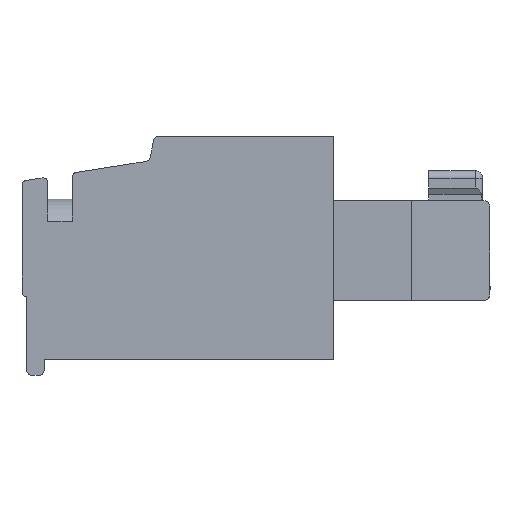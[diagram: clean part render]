
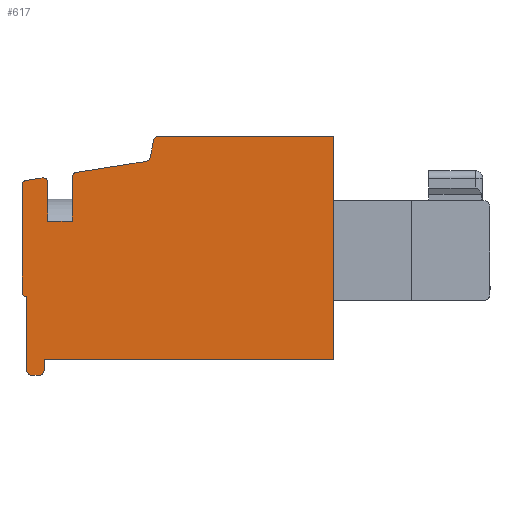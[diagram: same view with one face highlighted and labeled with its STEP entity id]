
A CAD part, left-side view. The second image highlights one B-rep face of the part: STEP entity #617.
In plain terms, the highlighted planar face has unit normal (-1, 0, 0).
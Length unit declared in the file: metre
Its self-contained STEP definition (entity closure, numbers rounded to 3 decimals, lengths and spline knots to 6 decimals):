
#617=ADVANCED_FACE('',(#1489),#1490,.F.);
#1489=FACE_OUTER_BOUND('',#2656,.T.);
#1490=PLANE('',#2657);
#2656=EDGE_LOOP('',(#4429,#4430,#4431,#4432,#4433,#4434,#4435,#4436,#4437,#4438,#4439,#4440,#4441,#4442,#4443,#4444,#4445,#4446,#4447,#4448,#4449));
#2657=AXIS2_PLACEMENT_3D('',#4450,#4451,#4452);
#4429=ORIENTED_EDGE('',*,*,#7248,.T.);
#4430=ORIENTED_EDGE('',*,*,#7249,.T.);
#4431=ORIENTED_EDGE('',*,*,#7250,.T.);
#4432=ORIENTED_EDGE('',*,*,#7251,.T.);
#4433=ORIENTED_EDGE('',*,*,#7252,.T.);
#4434=ORIENTED_EDGE('',*,*,#7253,.T.);
#4435=ORIENTED_EDGE('',*,*,#6821,.T.);
#4436=ORIENTED_EDGE('',*,*,#7254,.T.);
#4437=ORIENTED_EDGE('',*,*,#7255,.T.);
#4438=ORIENTED_EDGE('',*,*,#7256,.T.);
#4439=ORIENTED_EDGE('',*,*,#6798,.T.);
#4440=ORIENTED_EDGE('',*,*,#6981,.T.);
#4441=ORIENTED_EDGE('',*,*,#7257,.T.);
#4442=ORIENTED_EDGE('',*,*,#7258,.T.);
#4443=ORIENTED_EDGE('',*,*,#7259,.T.);
#4444=ORIENTED_EDGE('',*,*,#7260,.T.);
#4445=ORIENTED_EDGE('',*,*,#6720,.T.);
#4446=ORIENTED_EDGE('',*,*,#7215,.T.);
#4447=ORIENTED_EDGE('',*,*,#7026,.T.);
#4448=ORIENTED_EDGE('',*,*,#7261,.T.);
#4449=ORIENTED_EDGE('',*,*,#7164,.T.);
#4450=CARTESIAN_POINT('',(-0.021155,0.007666,-0.000815));
#4451=DIRECTION('',(1.0,0.,0.));
#4452=DIRECTION('',(0.,0.,1.0));
#6720=EDGE_CURVE('',#7987,#7991,#7993,.T.);
#6798=EDGE_CURVE('',#8130,#8132,#8134,.T.);
#6821=EDGE_CURVE('',#8169,#8171,#8173,.T.);
#6981=EDGE_CURVE('',#8132,#8447,#8449,.T.);
#7026=EDGE_CURVE('',#8518,#8520,#8522,.T.);
#7164=EDGE_CURVE('',#8748,#8750,#8752,.T.);
#7215=EDGE_CURVE('',#7991,#8518,#8832,.T.);
#7248=EDGE_CURVE('',#8750,#8880,#8881,.T.);
#7249=EDGE_CURVE('',#8880,#8882,#8883,.T.);
#7250=EDGE_CURVE('',#8882,#8884,#8885,.T.);
#7251=EDGE_CURVE('',#8884,#8886,#8887,.T.);
#7252=EDGE_CURVE('',#8886,#8888,#8889,.T.);
#7253=EDGE_CURVE('',#8888,#8169,#8890,.T.);
#7254=EDGE_CURVE('',#8171,#8891,#8892,.T.);
#7255=EDGE_CURVE('',#8891,#8893,#8894,.T.);
#7256=EDGE_CURVE('',#8893,#8130,#8895,.T.);
#7257=EDGE_CURVE('',#8447,#8896,#8897,.T.);
#7258=EDGE_CURVE('',#8896,#8898,#8899,.T.);
#7259=EDGE_CURVE('',#8898,#8900,#8901,.T.);
#7260=EDGE_CURVE('',#8900,#7987,#8902,.T.);
#7261=EDGE_CURVE('',#8520,#8748,#8903,.T.);
#7987=VERTEX_POINT('',#9850);
#7991=VERTEX_POINT('',#9855);
#7993=CIRCLE('',#9858,0.0002);
#8130=VERTEX_POINT('',#10042);
#8132=VERTEX_POINT('',#10045);
#8134=CIRCLE('',#10048,0.0002);
#8169=VERTEX_POINT('',#10098);
#8171=VERTEX_POINT('',#10101);
#8173=CIRCLE('',#10104,0.0002);
#8447=VERTEX_POINT('',#10500);
#8449=LINE('',#10503,#10504);
#8518=VERTEX_POINT('',#10597);
#8520=VERTEX_POINT('',#10600);
#8522=CIRCLE('',#10603,0.0002);
#8748=VERTEX_POINT('',#10940);
#8750=VERTEX_POINT('',#10943);
#8752=LINE('',#10946,#10947);
#8832=LINE('',#11068,#11069);
#8880=VERTEX_POINT('',#11144);
#8881=LINE('',#11145,#11146);
#8882=VERTEX_POINT('',#11147);
#8883=LINE('',#11148,#11149);
#8884=VERTEX_POINT('',#11150);
#8885=CIRCLE('',#11151,0.0002);
#8886=VERTEX_POINT('',#11152);
#8887=LINE('',#11153,#11154);
#8888=VERTEX_POINT('',#11155);
#8889=CIRCLE('',#11156,0.0002);
#8890=LINE('',#11157,#11158);
#8891=VERTEX_POINT('',#11159);
#8892=LINE('',#11160,#11161);
#8893=VERTEX_POINT('',#11162);
#8894=LINE('',#11163,#11164);
#8895=LINE('',#11165,#11166);
#8896=VERTEX_POINT('',#11167);
#8897=CIRCLE('',#11168,0.0002);
#8898=VERTEX_POINT('',#11169);
#8899=LINE('',#11170,#11171);
#8900=VERTEX_POINT('',#11172);
#8901=CIRCLE('',#11173,0.0002);
#8902=LINE('',#11174,#11175);
#8903=LINE('',#11176,#11177);
#9850=CARTESIAN_POINT('',(-0.021155,0.0125,-0.00955));
#9855=CARTESIAN_POINT('',(-0.021155,0.0123,-0.00975));
#9858=AXIS2_PLACEMENT_3D('',#12485,#12486,#12487);
#10042=CARTESIAN_POINT('',(-0.021155,0.01165,-0.001882));
#10045=CARTESIAN_POINT('',(-0.021155,0.011881,-0.001685));
#10048=AXIS2_PLACEMENT_3D('',#12584,#12585,#12586);
#10098=CARTESIAN_POINT('',(-0.021155,0.010481,-0.001463));
#10101=CARTESIAN_POINT('',(-0.021155,0.01065,-0.001661));
#10104=AXIS2_PLACEMENT_3D('',#12604,#12605,#12606);
#10500=CARTESIAN_POINT('',(-0.021155,0.012531,-0.001788));
#10503=CARTESIAN_POINT('',(-0.021155,0.012531,-0.001788));
#10504=VECTOR('',#12778,1.0);
#10597=CARTESIAN_POINT('',(-0.021155,0.012,-0.00975));
#10600=CARTESIAN_POINT('',(-0.021155,0.0118,-0.00955));
#10603=AXIS2_PLACEMENT_3D('',#12829,#12830,#12831);
#10940=CARTESIAN_POINT('',(-0.021155,0.0118,-0.0091));
#10943=CARTESIAN_POINT('',(-0.021155,0.,-0.0091));
#10946=CARTESIAN_POINT('',(-0.021155,0.,-0.0091));
#10947=VECTOR('',#12979,1.0);
#11068=CARTESIAN_POINT('',(-0.021155,0.012,-0.00975));
#11069=VECTOR('',#13034,1.0);
#11144=CARTESIAN_POINT('',(-0.021155,0.,0.));
#11145=CARTESIAN_POINT('',(-0.021155,0.,-0.001227));
#11146=VECTOR('',#13067,1.0);
#11147=CARTESIAN_POINT('',(-0.021155,0.007136,0.0));
#11148=CARTESIAN_POINT('',(-0.021155,0.007136,0.));
#11149=VECTOR('',#13068,1.0);
#11150=CARTESIAN_POINT('',(-0.021155,0.007332,-0.000161));
#11151=AXIS2_PLACEMENT_3D('',#13069,#13070,#13071);
#11152=CARTESIAN_POINT('',(-0.021155,0.00747,-0.000854));
#11153=CARTESIAN_POINT('',(-0.021155,0.00747,-0.000854));
#11154=VECTOR('',#13072,1.0);
#11155=CARTESIAN_POINT('',(-0.021155,0.007634,-0.001013));
#11156=AXIS2_PLACEMENT_3D('',#13073,#13074,#13075);
#11157=CARTESIAN_POINT('',(-0.021155,0.010481,-0.001463));
#11158=VECTOR('',#13076,1.0);
#11159=CARTESIAN_POINT('',(-0.021155,0.01065,-0.00345));
#11160=CARTESIAN_POINT('',(-0.021155,0.01065,-0.00345));
#11161=VECTOR('',#13077,1.0);
#11162=CARTESIAN_POINT('',(-0.021155,0.01165,-0.00345));
#11163=CARTESIAN_POINT('',(-0.021155,0.01165,-0.00345));
#11164=VECTOR('',#13078,1.0);
#11165=CARTESIAN_POINT('',(-0.021155,0.01165,-0.001882));
#11166=VECTOR('',#13079,1.0);
#11167=CARTESIAN_POINT('',(-0.021155,0.0127,-0.001985));
#11168=AXIS2_PLACEMENT_3D('',#13080,#13081,#13082);
#11169=CARTESIAN_POINT('',(-0.021155,0.0127,-0.00635));
#11170=CARTESIAN_POINT('',(-0.021155,0.0127,-0.00635));
#11171=VECTOR('',#13083,1.0);
#11172=CARTESIAN_POINT('',(-0.021155,0.0125,-0.00655));
#11173=AXIS2_PLACEMENT_3D('',#13084,#13085,#13086);
#11174=CARTESIAN_POINT('',(-0.021155,0.0125,-0.00955));
#11175=VECTOR('',#13087,1.0);
#11176=CARTESIAN_POINT('',(-0.021155,0.0118,-0.0091));
#11177=VECTOR('',#13088,1.0);
#12485=CARTESIAN_POINT('',(-0.021155,0.0123,-0.00955));
#12486=DIRECTION('',(-1.0,0.,0.));
#12487=DIRECTION('',(0.,-0.707,0.707));
#12584=CARTESIAN_POINT('',(-0.021155,0.01185,-0.001882));
#12585=DIRECTION('',(-1.0,0.,0.));
#12586=DIRECTION('',(0.,0.649,-0.76));
#12604=CARTESIAN_POINT('',(-0.021155,0.01045,-0.001661));
#12605=DIRECTION('',(-1.0,0.,0.));
#12606=DIRECTION('',(0.,-0.76,-0.649));
#12778=DIRECTION('',(0.,0.988,-0.156));
#12829=CARTESIAN_POINT('',(-0.021155,0.012,-0.00955));
#12830=DIRECTION('',(-1.0,0.,0.));
#12831=DIRECTION('',(0.,0.707,0.707));
#12979=DIRECTION('',(0.,-1.0,0.));
#13034=DIRECTION('',(0.,-1.0,0.));
#13067=DIRECTION('',(0.,0.,1.0));
#13068=DIRECTION('',(0.,1.0,0.));
#13069=CARTESIAN_POINT('',(-0.021155,0.007136,-0.0002));
#13070=DIRECTION('',(-1.0,0.,0.));
#13071=DIRECTION('',(0.,-0.635,-0.773));
#13072=DIRECTION('',(0.,0.195,-0.981));
#13073=CARTESIAN_POINT('',(-0.021155,0.007666,-0.000815));
#13074=DIRECTION('',(1.0,0.,0.));
#13075=DIRECTION('',(0.,0.693,0.721));
#13076=DIRECTION('',(0.,0.988,-0.156));
#13077=DIRECTION('',(0.,0.,-1.0));
#13078=DIRECTION('',(0.,1.0,0.));
#13079=DIRECTION('',(0.,0.,1.0));
#13080=CARTESIAN_POINT('',(-0.021155,0.0125,-0.001985));
#13081=DIRECTION('',(-1.0,0.,0.));
#13082=DIRECTION('',(0.,-0.76,-0.649));
#13083=DIRECTION('',(0.,0.,-1.0));
#13084=CARTESIAN_POINT('',(-0.021155,0.0125,-0.00635));
#13085=DIRECTION('',(-1.0,0.,0.));
#13086=DIRECTION('',(0.,-0.707,0.707));
#13087=DIRECTION('',(0.,0.,-1.0));
#13088=DIRECTION('',(0.,0.,1.0));
